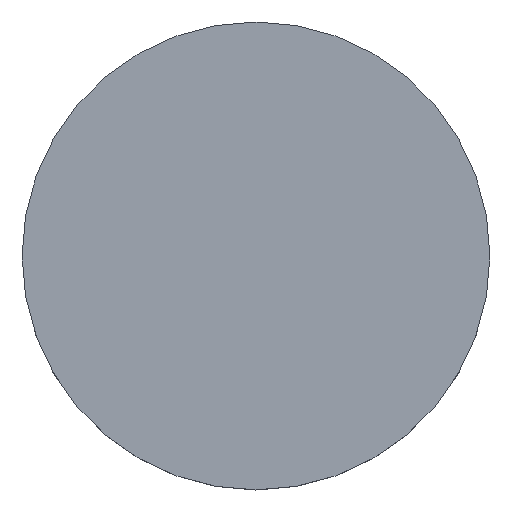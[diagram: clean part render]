
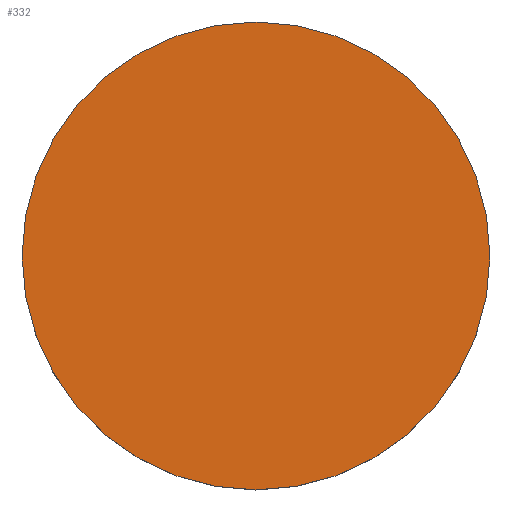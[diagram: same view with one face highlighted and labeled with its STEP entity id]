
A CAD part, top view. The second image highlights one B-rep face of the part: STEP entity #332.
In plain terms, the highlighted planar face has unit normal (0, 0, 1).
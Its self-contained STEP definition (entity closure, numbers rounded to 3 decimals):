
#14 = AXIS2_PLACEMENT_3D ( 'NONE', #35, #329, #92 ) ;
#19 = EDGE_LOOP ( 'NONE', ( #284, #141 ) ) ;
#35 = CARTESIAN_POINT ( 'NONE',  ( 0., 0., 5. ) ) ;
#66 = AXIS2_PLACEMENT_3D ( 'NONE', #245, #127, #273 ) ;
#83 = CARTESIAN_POINT ( 'NONE',  ( -12.7, 0., 5. ) ) ;
#92 = DIRECTION ( 'NONE',  ( 1., 0., 0. ) ) ;
#126 = CIRCLE ( 'NONE', #66, 12.7 ) ;
#127 = DIRECTION ( 'NONE',  ( 0., 0., -1. ) ) ;
#141 = ORIENTED_EDGE ( 'NONE', *, *, #142, .F. ) ;
#142 = EDGE_CURVE ( 'NONE', #323, #322, #304, .T. ) ;
#161 = AXIS2_PLACEMENT_3D ( 'NONE', #164, #171, #318 ) ;
#164 = CARTESIAN_POINT ( 'NONE',  ( 0., 26.112, 5. ) ) ;
#171 = DIRECTION ( 'NONE',  ( 0., 0., 1. ) ) ;
#195 = PLANE ( 'NONE',  #161 ) ;
#199 = EDGE_CURVE ( 'NONE', #322, #323, #126, .T. ) ;
#245 = CARTESIAN_POINT ( 'NONE',  ( 0., 0., 5. ) ) ;
#259 = FACE_OUTER_BOUND ( 'NONE', #19, .T. ) ;
#273 = DIRECTION ( 'NONE',  ( 1., 0., 0. ) ) ;
#284 = ORIENTED_EDGE ( 'NONE', *, *, #199, .F. ) ;
#304 = CIRCLE ( 'NONE', #14, 12.7 ) ;
#318 = DIRECTION ( 'NONE',  ( 1., 0., 0. ) ) ;
#322 = VERTEX_POINT ( 'NONE', #348 ) ;
#323 = VERTEX_POINT ( 'NONE', #83 ) ;
#329 = DIRECTION ( 'NONE',  ( 0., 0., -1. ) ) ;
#332 = ADVANCED_FACE ( 'NONE', ( #259 ), #195, .T. ) ;
#348 = CARTESIAN_POINT ( 'NONE',  ( 12.7, 0., 5. ) ) ;
